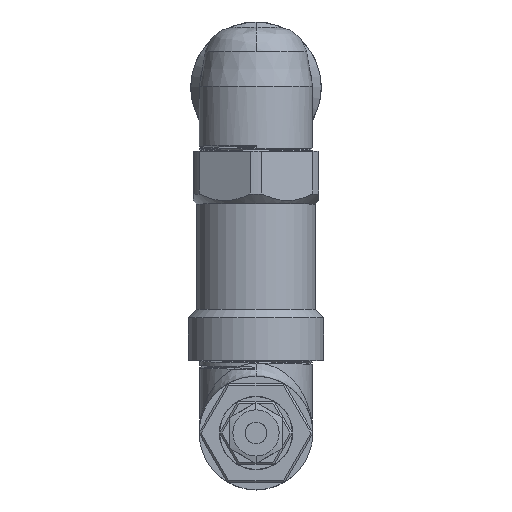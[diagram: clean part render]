
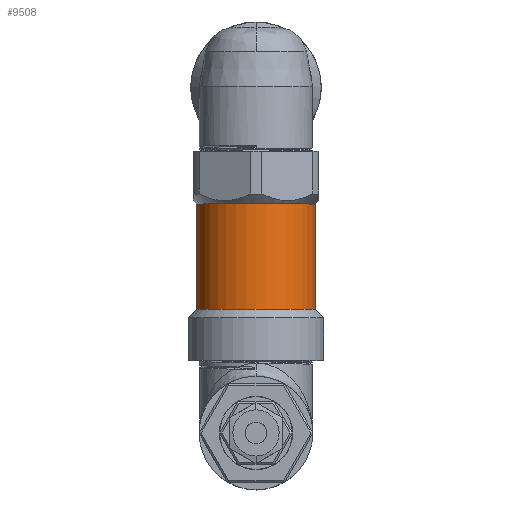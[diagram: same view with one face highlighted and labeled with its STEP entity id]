
A CAD part, top view. The second image highlights one B-rep face of the part: STEP entity #9508.
In plain terms, the highlighted cylindrical face has radius 9 mm (diameter 18 mm), a partial arc.
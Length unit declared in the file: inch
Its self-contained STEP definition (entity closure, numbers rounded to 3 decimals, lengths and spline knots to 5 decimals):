
#2603=CARTESIAN_POINT('',(0.,-0.70079,0.));
#2604=DIRECTION('',(0.,-1.,0.));
#2605=DIRECTION('',(1.,0.,0.));
#2606=AXIS2_PLACEMENT_3D('',#2603,#2604,#2605);
#2631=DIRECTION('',(0.,1.,0.));
#2632=VECTOR('',#2631,0.62795);
#2633=CARTESIAN_POINT('',(0.35433,-1.32874,0.));
#2634=LINE('',#2633,#2632);
#2635=CARTESIAN_POINT('',(0.,-1.32874,0.));
#2636=DIRECTION('',(0.,-1.,0.));
#2637=DIRECTION('',(1.,0.,0.));
#2638=AXIS2_PLACEMENT_3D('',#2635,#2636,#2637);
#2640=DIRECTION('',(0.,1.,0.));
#2641=VECTOR('',#2640,0.62795);
#2642=CARTESIAN_POINT('',(-0.35433,-1.32874,0.));
#2643=LINE('',#2642,#2641);
#5482=CARTESIAN_POINT('',(0.35433,-1.32874,0.));
#5483=CARTESIAN_POINT('',(0.35433,-0.70079,0.));
#5484=VERTEX_POINT('',#5482);
#5485=VERTEX_POINT('',#5483);
#5486=CARTESIAN_POINT('',(-0.35433,-1.32874,0.));
#5487=CARTESIAN_POINT('',(-0.35433,-0.70079,0.));
#5488=VERTEX_POINT('',#5486);
#5489=VERTEX_POINT('',#5487);
#9494=CARTESIAN_POINT('',(0.,-1.69626,0.));
#9495=DIRECTION('',(0.,1.,0.));
#9496=DIRECTION('',(1.,0.,0.));
#9497=AXIS2_PLACEMENT_3D('',#9494,#9495,#9496);
#9498=CYLINDRICAL_SURFACE('',#9497,0.35433);
#9500=ORIENTED_EDGE('',*,*,#9499,.F.);
#9502=ORIENTED_EDGE('',*,*,#9501,.T.);
#9504=ORIENTED_EDGE('',*,*,#9503,.T.);
#9505=ORIENTED_EDGE('',*,*,#9477,.F.);
#9506=EDGE_LOOP('',(#9500,#9502,#9504,#9505));
#9507=FACE_OUTER_BOUND('',#9506,.F.);
#2607=CIRCLE('',#2606,0.35433);
#2639=CIRCLE('',#2638,0.35433);
#9477=EDGE_CURVE('',#5485,#5489,#2607,.T.);
#9499=EDGE_CURVE('',#5484,#5485,#2634,.T.);
#9501=EDGE_CURVE('',#5484,#5488,#2639,.T.);
#9503=EDGE_CURVE('',#5488,#5489,#2643,.T.);
#9508=ADVANCED_FACE('',(#9507),#9498,.T.);
